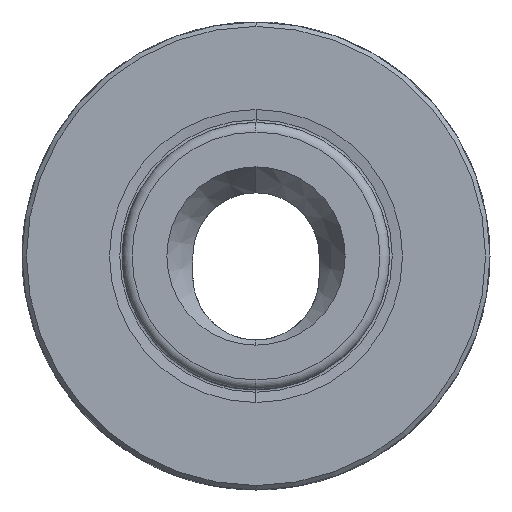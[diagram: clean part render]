
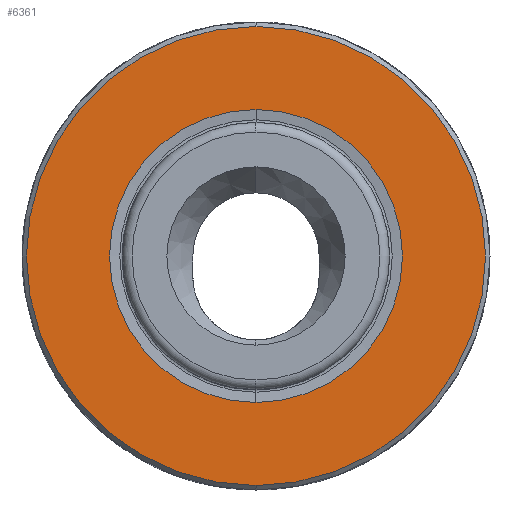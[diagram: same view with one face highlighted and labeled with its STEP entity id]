
A CAD part, left-side view. The second image highlights one B-rep face of the part: STEP entity #6361.
In plain terms, the highlighted planar face has unit normal (-1, 0, 0).
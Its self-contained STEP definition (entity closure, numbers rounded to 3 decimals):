
#7 = VERTEX_POINT ( 'NONE', #1705 ) ;
#203 = CIRCLE ( 'NONE', #4229, 19.715 ) ;
#221 = PLANE ( 'NONE',  #4516 ) ;
#335 = CARTESIAN_POINT ( 'NONE',  ( 0., 0., -19.715 ) ) ;
#436 = VERTEX_POINT ( 'NONE', #3123 ) ;
#452 = ORIENTED_EDGE ( 'NONE', *, *, #5903, .F. ) ;
#707 = FACE_OUTER_BOUND ( 'NONE', #4057, .T. ) ;
#847 = AXIS2_PLACEMENT_3D ( 'NONE', #2576, #6049, #3096 ) ;
#1495 = AXIS2_PLACEMENT_3D ( 'NONE', #2284, #5760, #2778 ) ;
#1682 = CARTESIAN_POINT ( 'NONE',  ( 0., 0., 0. ) ) ;
#1705 = CARTESIAN_POINT ( 'NONE',  ( 0., 0., 19.715 ) ) ;
#1847 = CARTESIAN_POINT ( 'NONE',  ( 0., 0., 0. ) ) ;
#2063 = ORIENTED_EDGE ( 'NONE', *, *, #5523, .F. ) ;
#2171 = DIRECTION ( 'NONE',  ( 0., 0., 1. ) ) ;
#2182 = DIRECTION ( 'NONE',  ( 1., 0., 0. ) ) ;
#2284 = CARTESIAN_POINT ( 'NONE',  ( 0., 0., 0. ) ) ;
#2331 = DIRECTION ( 'NONE',  ( 0., 0., 1. ) ) ;
#2576 = CARTESIAN_POINT ( 'NONE',  ( 0., 0., 0. ) ) ;
#2778 = DIRECTION ( 'NONE',  ( 0., 0., 1. ) ) ;
#2887 = VERTEX_POINT ( 'NONE', #5066 ) ;
#3096 = DIRECTION ( 'NONE',  ( 0., 0., 1. ) ) ;
#3123 = CARTESIAN_POINT ( 'NONE',  ( 0., 0., 30.9 ) ) ;
#3389 = FACE_BOUND ( 'NONE', #6345, .T. ) ;
#3497 = CIRCLE ( 'NONE', #1495, 30.9 ) ;
#3701 = CIRCLE ( 'NONE', #847, 30.9 ) ;
#3985 = EDGE_CURVE ( 'NONE', #436, #2887, #3497, .T. ) ;
#3993 = VERTEX_POINT ( 'NONE', #335 ) ;
#4057 = EDGE_LOOP ( 'NONE', ( #5689, #5422 ) ) ;
#4229 = AXIS2_PLACEMENT_3D ( 'NONE', #1847, #5338, #2331 ) ;
#4516 = AXIS2_PLACEMENT_3D ( 'NONE', #5166, #2182, #5664 ) ;
#5066 = CARTESIAN_POINT ( 'NONE',  ( 0., 0., -30.9 ) ) ;
#5087 = CIRCLE ( 'NONE', #5745, 19.715 ) ;
#5166 = CARTESIAN_POINT ( 'NONE',  ( 0., 19.715, 0. ) ) ;
#5178 = DIRECTION ( 'NONE',  ( -1., 0., 0. ) ) ;
#5338 = DIRECTION ( 'NONE',  ( -1., 0., 0. ) ) ;
#5422 = ORIENTED_EDGE ( 'NONE', *, *, #3985, .T. ) ;
#5523 = EDGE_CURVE ( 'NONE', #3993, #7, #203, .T. ) ;
#5664 = DIRECTION ( 'NONE',  ( 0., 0., -1. ) ) ;
#5689 = ORIENTED_EDGE ( 'NONE', *, *, #6267, .T. ) ;
#5745 = AXIS2_PLACEMENT_3D ( 'NONE', #1682, #5178, #2171 ) ;
#5760 = DIRECTION ( 'NONE',  ( -1., 0., 0. ) ) ;
#5903 = EDGE_CURVE ( 'NONE', #7, #3993, #5087, .T. ) ;
#6049 = DIRECTION ( 'NONE',  ( -1., 0., 0. ) ) ;
#6267 = EDGE_CURVE ( 'NONE', #2887, #436, #3701, .T. ) ;
#6345 = EDGE_LOOP ( 'NONE', ( #452, #2063 ) ) ;
#6361 = ADVANCED_FACE ( 'NONE', ( #3389, #707 ), #221, .F. ) ;
